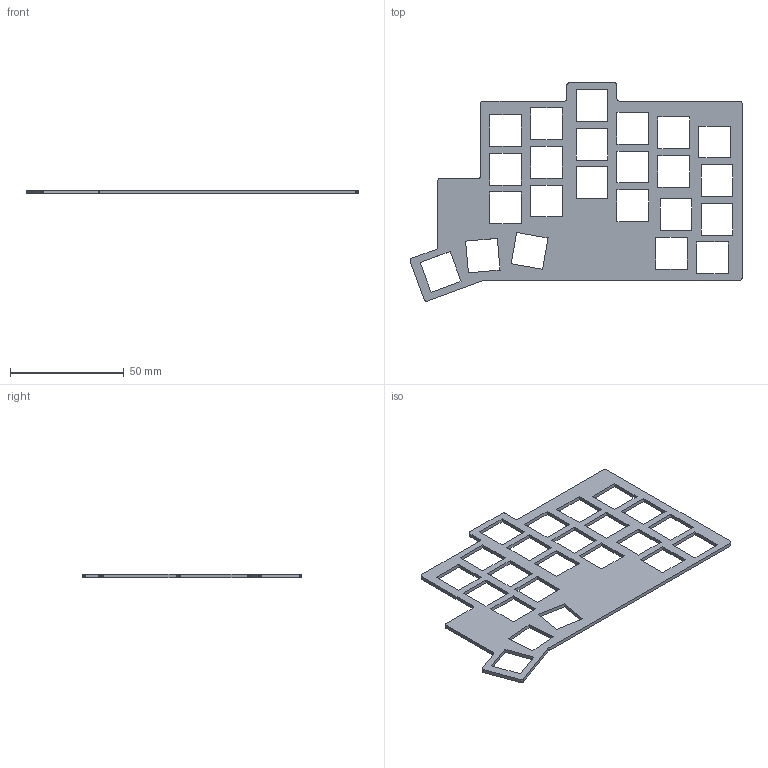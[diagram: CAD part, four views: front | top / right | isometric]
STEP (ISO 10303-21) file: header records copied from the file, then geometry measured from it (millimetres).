
FILE_DESCRIPTION(('KiCad electronic assembly'),'2;1');
FILE_NAME('left-keyboard.step','2023-10-21T22:11:48',('Pcbnew'),('Kicad' ),'Open CASCADE STEP processor 7.6','KiCad to STEP converter', 'Unknown');
FILE_SCHEMA(('AUTOMOTIVE_DESIGN { 1 0 10303 214 1 1 1 1 }'));
Length unit declared in the file: millimetre
Products named in the file (2): left-keyboard 1; plate PCB
Assembly tree (1 placements, depth 2):
  left-keyboard 1
    plate PCB
Bounding box: 146.04 x 96.04 x 1.6 mm (x, y, z)
Volume: 9380.7 mm3; surface area: 14528 mm2
Topology: 1 solids, 1 shells, 203 faces, 603 edges, 402 vertices
Faces by surface type: plane 203
Entity records: 14635 total; most frequent: CARTESIAN_POINT 2416, DIRECTION 2219, LINE 1809, VECTOR 1809, ORIENTED_EDGE 1206, PCURVE 1206, DEFINITIONAL_REPRESENTATION 1206, EDGE_CURVE 603
